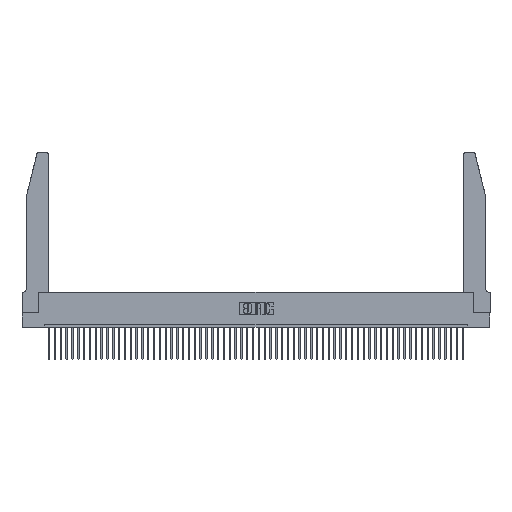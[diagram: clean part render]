
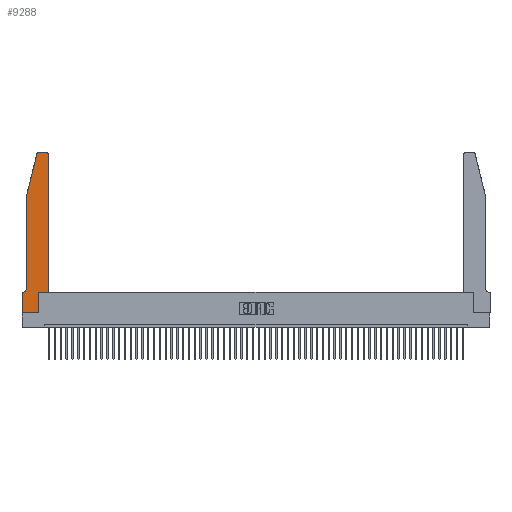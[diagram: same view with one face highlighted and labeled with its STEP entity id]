
A CAD part, top view. The second image highlights one B-rep face of the part: STEP entity #9288.
In plain terms, the highlighted planar face has unit normal (0, 0, 1).
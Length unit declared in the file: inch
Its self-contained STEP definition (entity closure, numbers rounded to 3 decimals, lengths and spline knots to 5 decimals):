
#493 = DIRECTION ( 'NONE',  ( 0., -1., 0. ) ) ;
#694 = DIRECTION ( 'NONE',  ( -1., 0., 0. ) ) ;
#729 = VECTOR ( 'NONE', #17928, 39.37008 ) ;
#832 = CIRCLE ( 'NONE', #38690, 0.03 ) ;
#880 = VERTEX_POINT ( 'NONE', #25348 ) ;
#1983 = CARTESIAN_POINT ( 'NONE',  ( 0., 0.35, 0.37 ) ) ;
#2512 = EDGE_CURVE ( 'NONE', #8096, #880, #11394, .T. ) ;
#2735 = DIRECTION ( 'NONE',  ( 1., 0., 0. ) ) ;
#3434 = CARTESIAN_POINT ( 'NONE',  ( 0.2865, 0.35, 0.37 ) ) ;
#3697 = EDGE_CURVE ( 'NONE', #29742, #36557, #13332, .T. ) ;
#4034 = LINE ( 'NONE', #44721, #6077 ) ;
#6077 = VECTOR ( 'NONE', #19374, 39.37008 ) ;
#6143 = CARTESIAN_POINT ( 'NONE',  ( 0.0755, 0.42, 0.37 ) ) ;
#6940 = CARTESIAN_POINT ( 'NONE',  ( 0.4505, 2.72, 0.37 ) ) ;
#7003 = VECTOR ( 'NONE', #493, 39.37008 ) ;
#8096 = VERTEX_POINT ( 'NONE', #20853 ) ;
#8691 = CARTESIAN_POINT ( 'NONE',  ( 0.0055, 0.35, 0.37 ) ) ;
#9074 = DIRECTION ( 'NONE',  ( -1., 0., 0. ) ) ;
#9195 = AXIS2_PLACEMENT_3D ( 'NONE', #49230, #28145, #2735 ) ;
#9288 = ADVANCED_FACE ( 'NONE', ( #48711 ), #19624, .T. ) ;
#9763 = ORIENTED_EDGE ( 'NONE', *, *, #10995, .T. ) ;
#10995 = EDGE_CURVE ( 'NONE', #19048, #29742, #4034, .T. ) ;
#11394 = CIRCLE ( 'NONE', #18922, 0.03 ) ;
#11770 = CARTESIAN_POINT ( 'NONE',  ( 0.4505, 0.35, 0.37 ) ) ;
#11795 = ORIENTED_EDGE ( 'NONE', *, *, #14880, .T. ) ;
#11823 = CARTESIAN_POINT ( 'NONE',  ( 0., 0., 0.37 ) ) ;
#13332 = LINE ( 'NONE', #11770, #26559 ) ;
#14880 = EDGE_CURVE ( 'NONE', #880, #43772, #35972, .T. ) ;
#16085 = LINE ( 'NONE', #11823, #28032 ) ;
#16616 = EDGE_CURVE ( 'NONE', #19407, #36788, #24463, .T. ) ;
#16649 = DIRECTION ( 'NONE',  ( 1., 0., 0. ) ) ;
#16760 = DIRECTION ( 'NONE',  ( -1., 0., 0. ) ) ;
#17131 = CARTESIAN_POINT ( 'NONE',  ( 0.4205, 2.75, 0.37 ) ) ;
#17459 = VECTOR ( 'NONE', #53880, 39.37008 ) ;
#17928 = DIRECTION ( 'NONE',  ( 0., -1., 0. ) ) ;
#17942 = VERTEX_POINT ( 'NONE', #6143 ) ;
#18282 = LINE ( 'NONE', #34579, #7003 ) ;
#18370 = VECTOR ( 'NONE', #16760, 39.37008 ) ;
#18378 = EDGE_CURVE ( 'NONE', #17942, #19407, #39724, .T. ) ;
#18909 = CARTESIAN_POINT ( 'NONE',  ( 0.2865, 0.35, 0.37 ) ) ;
#18922 = AXIS2_PLACEMENT_3D ( 'NONE', #27999, #36329, #45179 ) ;
#19048 = VERTEX_POINT ( 'NONE', #18909 ) ;
#19374 = DIRECTION ( 'NONE',  ( 1., 0., 0. ) ) ;
#19407 = VERTEX_POINT ( 'NONE', #8691 ) ;
#19624 = PLANE ( 'NONE',  #9195 ) ;
#19815 = ORIENTED_EDGE ( 'NONE', *, *, #27476, .T. ) ;
#20412 = DIRECTION ( 'NONE',  ( 1., 0., 0. ) ) ;
#20853 = CARTESIAN_POINT ( 'NONE',  ( 0.284, 2.75, 0.37 ) ) ;
#21557 = ORIENTED_EDGE ( 'NONE', *, *, #2512, .T. ) ;
#22924 = ORIENTED_EDGE ( 'NONE', *, *, #31072, .T. ) ;
#23277 = LINE ( 'NONE', #47713, #729 ) ;
#24463 = LINE ( 'NONE', #34224, #44361 ) ;
#25348 = CARTESIAN_POINT ( 'NONE',  ( 0.25487, 2.72718, 0.37 ) ) ;
#25632 = ORIENTED_EDGE ( 'NONE', *, *, #50590, .T. ) ;
#26095 = CARTESIAN_POINT ( 'NONE',  ( 0.0055, 0.42, 0.37 ) ) ;
#26559 = VECTOR ( 'NONE', #36946, 39.37008 ) ;
#27476 = EDGE_CURVE ( 'NONE', #38261, #52371, #16085, .T. ) ;
#27921 = AXIS2_PLACEMENT_3D ( 'NONE', #26095, #43316, #9074 ) ;
#27999 = CARTESIAN_POINT ( 'NONE',  ( 0.284, 2.72, 0.37 ) ) ;
#28032 = VECTOR ( 'NONE', #16649, 39.37008 ) ;
#28145 = DIRECTION ( 'NONE',  ( 0., 0., 1. ) ) ;
#28200 = CARTESIAN_POINT ( 'NONE',  ( 0.4205, 2.72, 0.37 ) ) ;
#28669 = ORIENTED_EDGE ( 'NONE', *, *, #53075, .T. ) ;
#29742 = VERTEX_POINT ( 'NONE', #46264 ) ;
#31072 = EDGE_CURVE ( 'NONE', #43772, #17942, #18282, .T. ) ;
#32922 = VECTOR ( 'NONE', #33098, 39.37008 ) ;
#33098 = DIRECTION ( 'NONE',  ( 0., 1., 0. ) ) ;
#33154 = CARTESIAN_POINT ( 'NONE',  ( 0.0755, 2., 0.37 ) ) ;
#33160 = CARTESIAN_POINT ( 'NONE',  ( 0., 0., 0.37 ) ) ;
#34224 = CARTESIAN_POINT ( 'NONE',  ( 0.0755, 0.35, 0.37 ) ) ;
#34579 = CARTESIAN_POINT ( 'NONE',  ( 0.0755, 2., 0.37 ) ) ;
#35972 = LINE ( 'NONE', #33154, #17459 ) ;
#36056 = EDGE_LOOP ( 'NONE', ( #28669, #21557, #11795, #22924, #45297, #50137, #25632, #19815, #38322, #9763, #40096, #42419 ) ) ;
#36329 = DIRECTION ( 'NONE',  ( 0., 0., 1. ) ) ;
#36557 = VERTEX_POINT ( 'NONE', #6940 ) ;
#36788 = VERTEX_POINT ( 'NONE', #1983 ) ;
#36946 = DIRECTION ( 'NONE',  ( 0., 1., 0. ) ) ;
#38024 = CARTESIAN_POINT ( 'NONE',  ( 0.2605, 2.75, 0.37 ) ) ;
#38261 = VERTEX_POINT ( 'NONE', #33160 ) ;
#38322 = ORIENTED_EDGE ( 'NONE', *, *, #47243, .T. ) ;
#38690 = AXIS2_PLACEMENT_3D ( 'NONE', #28200, #45203, #20412 ) ;
#39724 = CIRCLE ( 'NONE', #27921, 0.07 ) ;
#40096 = ORIENTED_EDGE ( 'NONE', *, *, #3697, .T. ) ;
#42419 = ORIENTED_EDGE ( 'NONE', *, *, #49644, .T. ) ;
#43316 = DIRECTION ( 'NONE',  ( 0., 0., -1. ) ) ;
#43772 = VERTEX_POINT ( 'NONE', #53702 ) ;
#44192 = LINE ( 'NONE', #3434, #32922 ) ;
#44361 = VECTOR ( 'NONE', #694, 39.37008 ) ;
#44721 = CARTESIAN_POINT ( 'NONE',  ( 0.4505, 0.35, 0.37 ) ) ;
#45179 = DIRECTION ( 'NONE',  ( 1., 0., 0. ) ) ;
#45203 = DIRECTION ( 'NONE',  ( 0., 0., 1. ) ) ;
#45297 = ORIENTED_EDGE ( 'NONE', *, *, #18378, .T. ) ;
#45968 = VERTEX_POINT ( 'NONE', #17131 ) ;
#46264 = CARTESIAN_POINT ( 'NONE',  ( 0.4505, 0.35, 0.37 ) ) ;
#47243 = EDGE_CURVE ( 'NONE', #52371, #19048, #44192, .T. ) ;
#47713 = CARTESIAN_POINT ( 'NONE',  ( 0., 0., 0.37 ) ) ;
#48159 = LINE ( 'NONE', #38024, #18370 ) ;
#48711 = FACE_OUTER_BOUND ( 'NONE', #36056, .T. ) ;
#49230 = CARTESIAN_POINT ( 'NONE',  ( 0., 0.35, 0.37 ) ) ;
#49644 = EDGE_CURVE ( 'NONE', #36557, #45968, #832, .T. ) ;
#50115 = CARTESIAN_POINT ( 'NONE',  ( 0.2865, 0., 0.37 ) ) ;
#50137 = ORIENTED_EDGE ( 'NONE', *, *, #16616, .T. ) ;
#50590 = EDGE_CURVE ( 'NONE', #36788, #38261, #23277, .T. ) ;
#52371 = VERTEX_POINT ( 'NONE', #50115 ) ;
#53075 = EDGE_CURVE ( 'NONE', #45968, #8096, #48159, .T. ) ;
#53702 = CARTESIAN_POINT ( 'NONE',  ( 0.0755, 2., 0.37 ) ) ;
#53880 = DIRECTION ( 'NONE',  ( -0.239, -0.971, 0. ) ) ;
